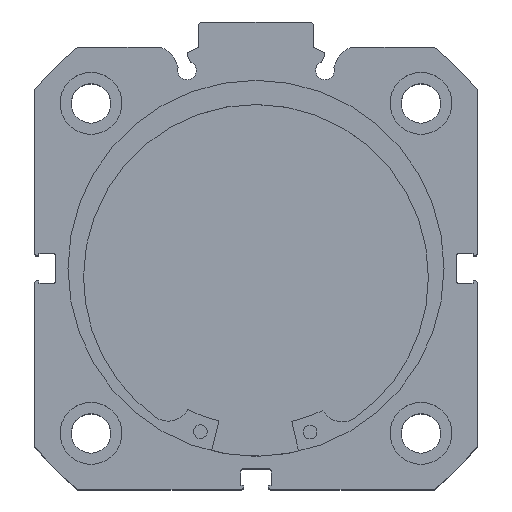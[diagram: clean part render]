
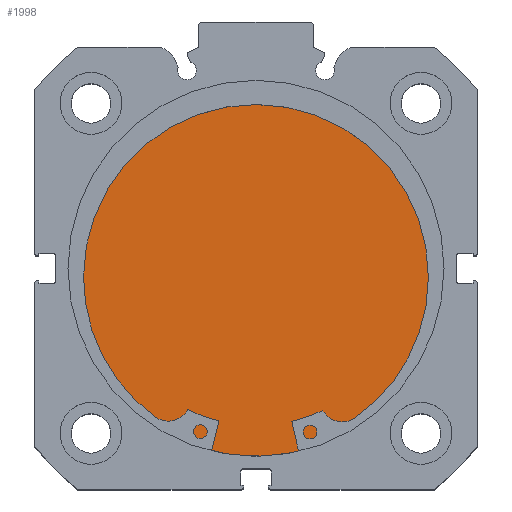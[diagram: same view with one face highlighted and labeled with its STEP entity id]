
A CAD part, top view. The second image highlights one B-rep face of the part: STEP entity #1998.
In plain terms, the highlighted face is planar.
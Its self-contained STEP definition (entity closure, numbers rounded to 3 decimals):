
#830 = FACE_OUTER_BOUND ( 'NONE', #3255, .T. ) ;
#999 = CARTESIAN_POINT ( 'NONE',  ( 12., 0., 0. ) ) ;
#1726 = CIRCLE ( 'NONE', #4127, 41. ) ;
#1998 = ADVANCED_FACE ( 'NONE', ( #830 ), #6664, .F. ) ;
#2597 = CARTESIAN_POINT ( 'NONE',  ( 12., 0., 0. ) ) ;
#2612 = DIRECTION ( 'NONE',  ( -1., 0., 0. ) ) ;
#2613 = DIRECTION ( 'NONE',  ( 0., 0., 1. ) ) ;
#3255 = EDGE_LOOP ( 'NONE', ( #4543, #4264 ) ) ;
#3480 = AXIS2_PLACEMENT_3D ( 'NONE', #999, #5460, #5456 ) ;
#3629 = AXIS2_PLACEMENT_3D ( 'NONE', #6665, #6663, #6662 ) ;
#3717 = EDGE_CURVE ( 'NONE', #4527, #4275, #5940, .T. ) ;
#4127 = AXIS2_PLACEMENT_3D ( 'NONE', #2597, #2612, #2613 ) ;
#4264 = ORIENTED_EDGE ( 'NONE', *, *, #3717, .F. ) ;
#4275 = VERTEX_POINT ( 'NONE', #5305 ) ;
#4527 = VERTEX_POINT ( 'NONE', #4985 ) ;
#4543 = ORIENTED_EDGE ( 'NONE', *, *, #4733, .F. ) ;
#4733 = EDGE_CURVE ( 'NONE', #4275, #4527, #1726, .T. ) ;
#4985 = CARTESIAN_POINT ( 'NONE',  ( 12., 0., -41. ) ) ;
#5305 = CARTESIAN_POINT ( 'NONE',  ( 12., 0., 41. ) ) ;
#5456 = DIRECTION ( 'NONE',  ( 0., 0., 1. ) ) ;
#5460 = DIRECTION ( 'NONE',  ( -1., 0., 0. ) ) ;
#5940 = CIRCLE ( 'NONE', #3480, 41. ) ;
#6662 = DIRECTION ( 'NONE',  ( 0., 0., 1. ) ) ;
#6663 = DIRECTION ( 'NONE',  ( -1., 0., 0. ) ) ;
#6664 = PLANE ( 'NONE',  #3629 ) ;
#6665 = CARTESIAN_POINT ( 'NONE',  ( 12., 41., 0. ) ) ;
